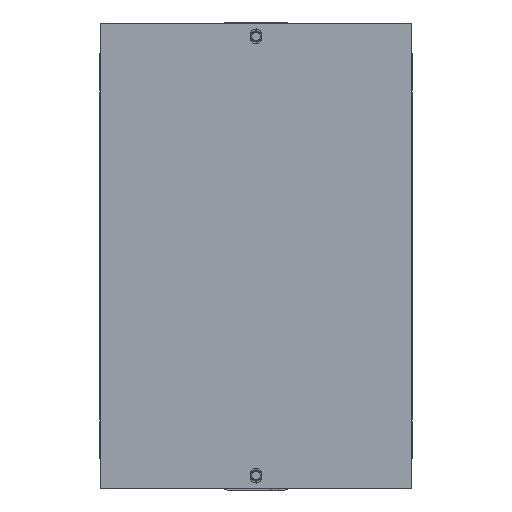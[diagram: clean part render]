
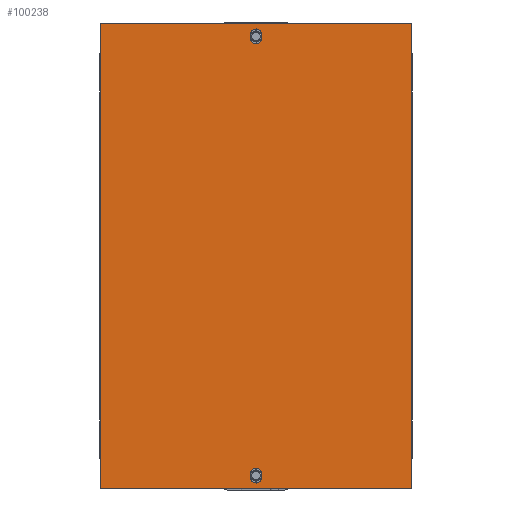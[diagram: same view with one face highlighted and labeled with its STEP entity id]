
A CAD part, front view. The second image highlights one B-rep face of the part: STEP entity #100238.
In plain terms, the highlighted planar face has unit normal (0, -1, 0).
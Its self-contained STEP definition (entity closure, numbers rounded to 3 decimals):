
#30775=DIRECTION('',(-1.,0.,0.));
#30776=VECTOR('',#30775,140.);
#30777=CARTESIAN_POINT('',(70.,-2.,-13.5));
#30778=LINE('',#30777,#30776);
#30779=DIRECTION('',(0.,0.,1.));
#30780=VECTOR('',#30779,209.);
#30781=CARTESIAN_POINT('',(-70.,-2.,-13.5));
#30782=LINE('',#30781,#30780);
#30783=DIRECTION('',(1.,0.,0.));
#30784=VECTOR('',#30783,140.);
#30785=CARTESIAN_POINT('',(-70.,-2.,195.5));
#30786=LINE('',#30785,#30784);
#30787=DIRECTION('',(0.,0.,-1.));
#30788=VECTOR('',#30787,209.);
#30789=CARTESIAN_POINT('',(70.,-2.,195.5));
#30790=LINE('',#30789,#30788);
#30791=CARTESIAN_POINT('',(0.,-2.,-8.475));
#30792=DIRECTION('',(0.,1.,0.));
#30793=DIRECTION('',(1.,0.,0.));
#30794=AXIS2_PLACEMENT_3D('',#30791,#30792,#30793);
#30796=DIRECTION('',(0.,0.,-1.));
#30797=VECTOR('',#30796,1.75);
#30798=CARTESIAN_POINT('',(2.5,-2.,-6.725));
#30799=LINE('',#30798,#30797);
#30800=CARTESIAN_POINT('',(0.,-2.,-6.725));
#30801=DIRECTION('',(0.,1.,0.));
#30802=DIRECTION('',(-1.,0.,0.));
#30803=AXIS2_PLACEMENT_3D('',#30800,#30801,#30802);
#30805=DIRECTION('',(0.,0.,1.));
#30806=VECTOR('',#30805,1.75);
#30807=CARTESIAN_POINT('',(-2.5,-2.,-8.475));
#30808=LINE('',#30807,#30806);
#30809=DIRECTION('',(0.,0.,-1.));
#30810=VECTOR('',#30809,1.75);
#30811=CARTESIAN_POINT('',(2.5,-2.,190.475));
#30812=LINE('',#30811,#30810);
#30813=CARTESIAN_POINT('',(0.,-2.,190.475));
#30814=DIRECTION('',(0.,1.,0.));
#30815=DIRECTION('',(-1.,0.,0.));
#30816=AXIS2_PLACEMENT_3D('',#30813,#30814,#30815);
#30818=DIRECTION('',(0.,0.,1.));
#30819=VECTOR('',#30818,1.75);
#30820=CARTESIAN_POINT('',(-2.5,-2.,188.725));
#30821=LINE('',#30820,#30819);
#30822=CARTESIAN_POINT('',(0.,-2.,188.725));
#30823=DIRECTION('',(0.,1.,0.));
#30824=DIRECTION('',(1.,0.,0.));
#30825=AXIS2_PLACEMENT_3D('',#30822,#30823,#30824);
#77008=CARTESIAN_POINT('',(70.,-2.,-13.5));
#77009=CARTESIAN_POINT('',(-70.,-2.,-13.5));
#77010=VERTEX_POINT('',#77008);
#77011=VERTEX_POINT('',#77009);
#77012=CARTESIAN_POINT('',(-70.,-2.,195.5));
#77013=VERTEX_POINT('',#77012);
#77014=CARTESIAN_POINT('',(70.,-2.,195.5));
#77015=VERTEX_POINT('',#77014);
#77024=CARTESIAN_POINT('',(2.5,-2.,-8.475));
#77025=CARTESIAN_POINT('',(-2.5,-2.,-8.475));
#77026=VERTEX_POINT('',#77024);
#77027=VERTEX_POINT('',#77025);
#77028=CARTESIAN_POINT('',(-2.5,-2.,-6.725));
#77029=VERTEX_POINT('',#77028);
#77030=CARTESIAN_POINT('',(2.5,-2.,-6.725));
#77031=VERTEX_POINT('',#77030);
#77032=CARTESIAN_POINT('',(2.5,-2.,190.475));
#77033=CARTESIAN_POINT('',(2.5,-2.,188.725));
#77034=VERTEX_POINT('',#77032);
#77035=VERTEX_POINT('',#77033);
#77036=CARTESIAN_POINT('',(-2.5,-2.,188.725));
#77037=VERTEX_POINT('',#77036);
#77038=CARTESIAN_POINT('',(-2.5,-2.,190.475));
#77039=VERTEX_POINT('',#77038);
#100205=CARTESIAN_POINT('',(0.,-2.,91.));
#100206=DIRECTION('',(0.,1.,0.));
#100207=DIRECTION('',(0.,0.,1.));
#100208=AXIS2_PLACEMENT_3D('',#100205,#100206,#100207);
#100209=PLANE('',#100208);
#100210=ORIENTED_EDGE('',*,*,#100178,.T.);
#100211=ORIENTED_EDGE('',*,*,#100196,.T.);
#100213=ORIENTED_EDGE('',*,*,#100212,.T.);
#100215=ORIENTED_EDGE('',*,*,#100214,.T.);
#100216=EDGE_LOOP('',(#100210,#100211,#100213,#100215));
#100217=FACE_OUTER_BOUND('',#100216,.F.);
#100219=ORIENTED_EDGE('',*,*,#100218,.F.);
#100221=ORIENTED_EDGE('',*,*,#100220,.F.);
#100223=ORIENTED_EDGE('',*,*,#100222,.F.);
#100225=ORIENTED_EDGE('',*,*,#100224,.F.);
#100226=EDGE_LOOP('',(#100219,#100221,#100223,#100225));
#100227=FACE_BOUND('',#100226,.F.);
#100229=ORIENTED_EDGE('',*,*,#100228,.F.);
#100231=ORIENTED_EDGE('',*,*,#100230,.F.);
#100233=ORIENTED_EDGE('',*,*,#100232,.F.);
#100235=ORIENTED_EDGE('',*,*,#100234,.F.);
#100236=EDGE_LOOP('',(#100229,#100231,#100233,#100235));
#100237=FACE_BOUND('',#100236,.F.);
#100238=ADVANCED_FACE('',(#100217,#100227,#100237),#100209,.F.);
#30795=CIRCLE('',#30794,2.5);
#30804=CIRCLE('',#30803,2.5);
#30817=CIRCLE('',#30816,2.5);
#30826=CIRCLE('',#30825,2.5);
#100178=EDGE_CURVE('',#77010,#77011,#30778,.T.);
#100196=EDGE_CURVE('',#77011,#77013,#30782,.T.);
#100212=EDGE_CURVE('',#77013,#77015,#30786,.T.);
#100214=EDGE_CURVE('',#77015,#77010,#30790,.T.);
#100218=EDGE_CURVE('',#77026,#77027,#30795,.T.);
#100220=EDGE_CURVE('',#77031,#77026,#30799,.T.);
#100222=EDGE_CURVE('',#77029,#77031,#30804,.T.);
#100224=EDGE_CURVE('',#77027,#77029,#30808,.T.);
#100228=EDGE_CURVE('',#77034,#77035,#30812,.T.);
#100230=EDGE_CURVE('',#77039,#77034,#30817,.T.);
#100232=EDGE_CURVE('',#77037,#77039,#30821,.T.);
#100234=EDGE_CURVE('',#77035,#77037,#30826,.T.);
